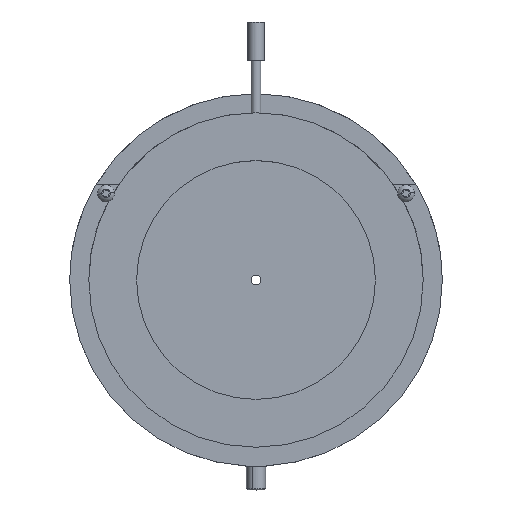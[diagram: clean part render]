
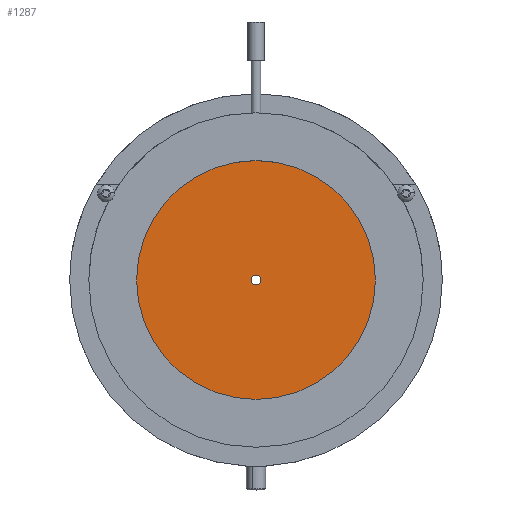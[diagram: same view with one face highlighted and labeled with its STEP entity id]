
A CAD part, top view. The second image highlights one B-rep face of the part: STEP entity #1287.
In plain terms, the highlighted face is planar.
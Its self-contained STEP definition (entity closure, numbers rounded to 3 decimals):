
#28 = CIRCLE ( 'NONE', #1885, 1. ) ;
#35 = FACE_OUTER_BOUND ( 'NONE', #80, .T. ) ;
#80 = EDGE_LOOP ( 'NONE', ( #1821, #1826 ) ) ;
#145 = VERTEX_POINT ( 'NONE', #434 ) ;
#160 = PLANE ( 'NONE',  #612 ) ;
#174 = ORIENTED_EDGE ( 'NONE', *, *, #651, .F. ) ;
#218 = VERTEX_POINT ( 'NONE', #1653 ) ;
#352 = AXIS2_PLACEMENT_3D ( 'NONE', #1518, #1162, #2222 ) ;
#366 = CARTESIAN_POINT ( 'NONE',  ( 0., 0.9, 0. ) ) ;
#418 = CARTESIAN_POINT ( 'NONE',  ( 0., 0.9, 0. ) ) ;
#434 = CARTESIAN_POINT ( 'NONE',  ( 0., 0.9, 1. ) ) ;
#456 = CARTESIAN_POINT ( 'NONE',  ( 0., 0.9, -25. ) ) ;
#519 = DIRECTION ( 'NONE',  ( 0., 1., 0. ) ) ;
#603 = EDGE_CURVE ( 'NONE', #218, #1064, #1606, .T. ) ;
#612 = AXIS2_PLACEMENT_3D ( 'NONE', #366, #2121, #1726 ) ;
#651 = EDGE_CURVE ( 'NONE', #1639, #145, #28, .T. ) ;
#658 = CARTESIAN_POINT ( 'NONE',  ( 0., 0.9, -1. ) ) ;
#958 = EDGE_LOOP ( 'NONE', ( #174, #1716 ) ) ;
#959 = DIRECTION ( 'NONE',  ( 0., 1., 0. ) ) ;
#1064 = VERTEX_POINT ( 'NONE', #456 ) ;
#1103 = FACE_BOUND ( 'NONE', #958, .T. ) ;
#1162 = DIRECTION ( 'NONE',  ( 0., 1., 0. ) ) ;
#1218 = DIRECTION ( 'NONE',  ( 0., 0., 1. ) ) ;
#1287 = ADVANCED_FACE ( 'NONE', ( #1103, #35 ), #160, .T. ) ;
#1328 = DIRECTION ( 'NONE',  ( 0., 0., 1. ) ) ;
#1473 = EDGE_CURVE ( 'NONE', #145, #1639, #2061, .T. ) ;
#1518 = CARTESIAN_POINT ( 'NONE',  ( 0., 0.9, 0. ) ) ;
#1587 = CIRCLE ( 'NONE', #1727, 25. ) ;
#1606 = CIRCLE ( 'NONE', #1969, 25. ) ;
#1619 = EDGE_CURVE ( 'NONE', #1064, #218, #1587, .T. ) ;
#1639 = VERTEX_POINT ( 'NONE', #658 ) ;
#1649 = DIRECTION ( 'NONE',  ( 0., 0., 1. ) ) ;
#1653 = CARTESIAN_POINT ( 'NONE',  ( 0., 0.9, 25. ) ) ;
#1668 = CARTESIAN_POINT ( 'NONE',  ( 0., 0.9, 0. ) ) ;
#1716 = ORIENTED_EDGE ( 'NONE', *, *, #1473, .F. ) ;
#1726 = DIRECTION ( 'NONE',  ( 0., 0., 1. ) ) ;
#1727 = AXIS2_PLACEMENT_3D ( 'NONE', #2081, #519, #1218 ) ;
#1821 = ORIENTED_EDGE ( 'NONE', *, *, #603, .T. ) ;
#1826 = ORIENTED_EDGE ( 'NONE', *, *, #1619, .T. ) ;
#1885 = AXIS2_PLACEMENT_3D ( 'NONE', #418, #2167, #1649 ) ;
#1969 = AXIS2_PLACEMENT_3D ( 'NONE', #1668, #959, #1328 ) ;
#2061 = CIRCLE ( 'NONE', #352, 1. ) ;
#2081 = CARTESIAN_POINT ( 'NONE',  ( 0., 0.9, 0. ) ) ;
#2121 = DIRECTION ( 'NONE',  ( 0., 1., 0. ) ) ;
#2167 = DIRECTION ( 'NONE',  ( 0., 1., 0. ) ) ;
#2222 = DIRECTION ( 'NONE',  ( 0., 0., 1. ) ) ;
